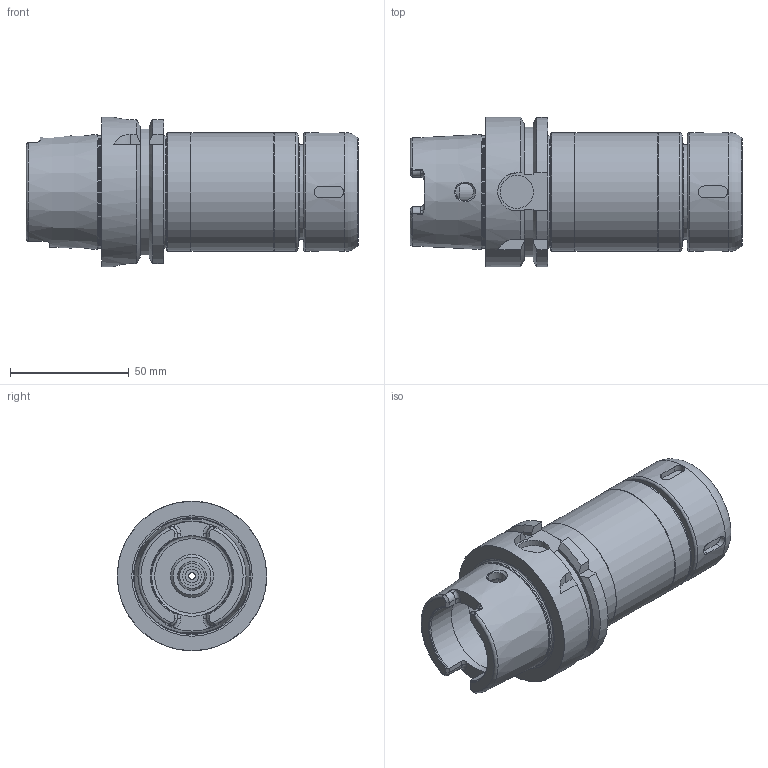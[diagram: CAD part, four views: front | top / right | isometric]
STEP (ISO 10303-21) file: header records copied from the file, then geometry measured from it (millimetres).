
FILE_DESCRIPTION((''),'2;1');
FILE_NAME('581075032108 HSK63A-SMH32-108-3D.stp','2023-04-08T11:22:24',('nttooll'),(''),'Autodesk Inventor 2012','Autodesk Inventor 2012','');
FILE_SCHEMA(('AUTOMOTIVE_DESIGN { 1 0 10303 214 1 1 1 1 }'));
Length unit declared in the file: millimetre
Products named in the file (1): 581075032108 HSK63A-SMH32-108-3D
Bounding box: 140 x 63 x 63 mm (x, y, z)
Volume: 210021 mm3; surface area: 44226.4 mm2
Topology: 1 solids, 1 shells, 184 faces, 442 edges, 278 vertices
Faces by surface type: plane 72, cylinder 58, cone 32, torus 22
Full cylindrical faces by diameter (mm): 2.7 x1, 5.8 x1, 6 x1, 7.1 x1, 7.5 x2, 8 x1, 8.2 x1, 11.3 x1, 12 x1, 14 x1, 18 x1, 20.4 x1, 23.5 x1, 27 x1, 32.65 x1, 34 x1, 34.5 x1, 40 x3, 40.2 x1, 47 x1, 48 x1, 49.8 x1, 50 x3, 63 x1
Entity records: 5408 total; most frequent: CARTESIAN_POINT 1427, DIRECTION 832, ORIENTED_EDGE 740, EDGE_CURVE 370, AXIS2_PLACEMENT_3D 347, EDGE_LOOP 268, VERTEX_POINT 266, FACE_OUTER_BOUND 184
